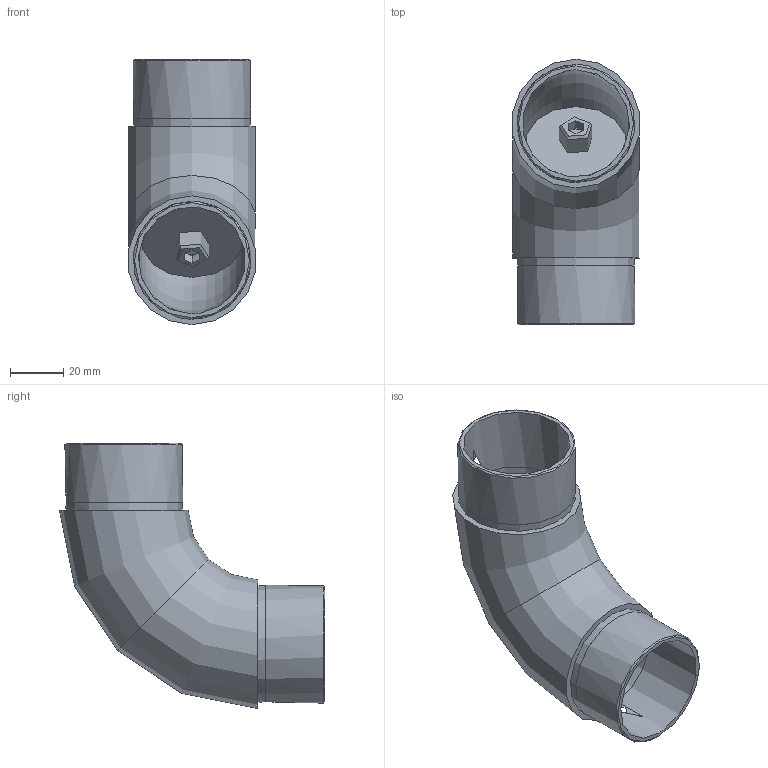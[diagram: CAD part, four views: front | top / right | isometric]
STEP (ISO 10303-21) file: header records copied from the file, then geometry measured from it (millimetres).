
FILE_DESCRIPTION (( 'STEP AP203' ), '1' );
FILE_NAME ('56159-320V.step', '2020-02-20T08:10:05', ( '' ), ( '' ), 'SwSTEP 2.0', 'SolidWorks 2015', '' );
FILE_SCHEMA (( 'CONFIG_CONTROL_DESIGN' ));
Length unit declared in the file: millimetre
Products named in the file (10): DIN 912 Konfig; 56159-320V; DIN 912 Konfig_DIN 912 M8x8; 5616X-320V Teil1; 5616X-320V Teil1_56159-320V Teil1; 5616X-320V Teil2; 5616X-320V Teil2_56159-320V Teil2
Assembly tree (8 placements, depth 2):
  56159-320V
    5616X-320V Teil1_56159-320V Teil1  x2
    5616X-320V Teil2_56159-320V Teil2
    DIN 912 Konfig_DIN 912 M8x8  x2
  5616X-320V Teil1
  5616X-320V Teil1
  56159-320V
    DIN 912 Konfig
    5616X-320V Teil2
    DIN 912 Konfig
Bounding box: 47.57 x 99.5 x 99.5 mm (x, y, z)
Volume: 83211.1 mm3; surface area: 48589.9 mm2
Topology: 5 solids, 5 shells, 552 faces, 1443 edges, 958 vertices
Faces by surface type: plane 290, bspline 222, cylinder 20, cone 12, torus 8
Full cylindrical faces by diameter (mm): 6.8 x1, 8 x2, 9 x2, 12 x2, 13 x2, 30 x3, 38 x2, 40.3 x2, 43.8 x2, 44.2 x2
Entity records: 16080 total; most frequent: CARTESIAN_POINT 9073, ORIENTED_EDGE 1390, DIRECTION 869, EDGE_CURVE 695, VERTEX_POINT 471, LINE 429, VECTOR 429, EDGE_LOOP 336
